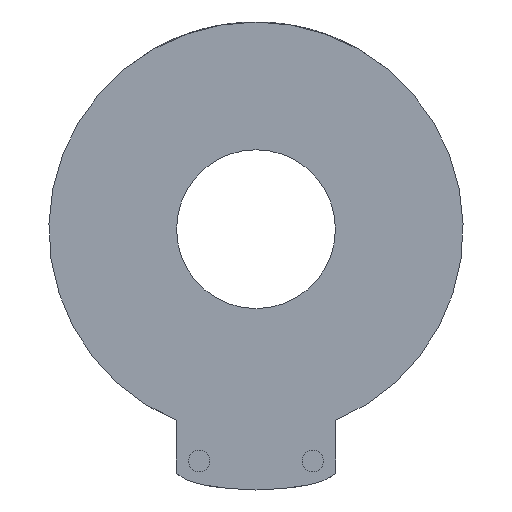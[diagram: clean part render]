
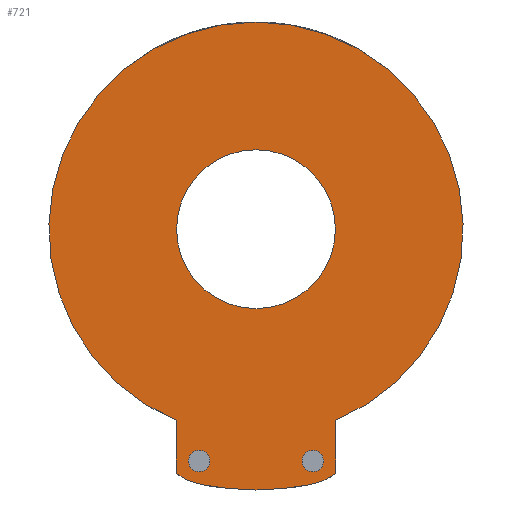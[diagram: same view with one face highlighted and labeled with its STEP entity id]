
A CAD part, front view. The second image highlights one B-rep face of the part: STEP entity #721.
In plain terms, the highlighted planar face has unit normal (0, -1, 0).
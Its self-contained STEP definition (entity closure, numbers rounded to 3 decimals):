
#4 = EDGE_LOOP ( 'NONE', ( #1428, #2717, #685, #1677, #1656 ) ) ;
#59 = CARTESIAN_POINT ( 'NONE',  ( -3.71, 0., -8.908 ) ) ;
#101 = VERTEX_POINT ( 'NONE', #59 ) ;
#140 = CARTESIAN_POINT ( 'NONE',  ( -2.65, 0., -11.3 ) ) ;
#142 = CARTESIAN_POINT ( 'NONE',  ( 0., 0., 3.7 ) ) ;
#149 = LINE ( 'NONE', #2635, #2614 ) ;
#160 = DIRECTION ( 'NONE',  ( 0., -1., 0. ) ) ;
#181 = DIRECTION ( 'NONE',  ( 0., 0., 1. ) ) ;
#193 = EDGE_CURVE ( 'NONE', #624, #1427, #2416, .T. ) ;
#250 = EDGE_CURVE ( 'NONE', #2490, #2056, #3077, .T. ) ;
#286 = AXIS2_PLACEMENT_3D ( 'NONE', #847, #2771, #1095 ) ;
#287 = VERTEX_POINT ( 'NONE', #2622 ) ;
#312 = CARTESIAN_POINT ( 'NONE',  ( 2.65, 0., -10.3 ) ) ;
#324 = ORIENTED_EDGE ( 'NONE', *, *, #2586, .T. ) ;
#331 = LINE ( 'NONE', #2087, #562 ) ;
#344 = DIRECTION ( 'NONE',  ( 0., 1., 0. ) ) ;
#364 = VERTEX_POINT ( 'NONE', #1434 ) ;
#416 = FACE_BOUND ( 'NONE', #2340, .T. ) ;
#463 = FACE_OUTER_BOUND ( 'NONE', #4, .T. ) ;
#509 = AXIS2_PLACEMENT_3D ( 'NONE', #1148, #160, #2818 ) ;
#522 = AXIS2_PLACEMENT_3D ( 'NONE', #1790, #2471, #808 ) ;
#527 = EDGE_CURVE ( 'NONE', #364, #2141, #1101, .T. ) ;
#528 = DIRECTION ( 'NONE',  ( 0., 0., 1. ) ) ;
#531 = AXIS2_PLACEMENT_3D ( 'NONE', #2005, #344, #1319 ) ;
#548 = CARTESIAN_POINT ( 'NONE',  ( -3.71, 0., -11.367 ) ) ;
#562 = VECTOR ( 'NONE', #682, 1000. ) ;
#601 = CARTESIAN_POINT ( 'NONE',  ( 0., 0., -12.15 ) ) ;
#621 = CARTESIAN_POINT ( 'NONE',  ( 3.71, 0., -11.367 ) ) ;
#624 = VERTEX_POINT ( 'NONE', #621 ) ;
#682 = DIRECTION ( 'NONE',  ( 0., 0., -1. ) ) ;
#685 = ORIENTED_EDGE ( 'NONE', *, *, #2916, .F. ) ;
#721 = ADVANCED_FACE ( 'NONE', ( #416, #2440, #463, #1284 ), #1323, .F. ) ;
#773 = VERTEX_POINT ( 'NONE', #140 ) ;
#808 = DIRECTION ( 'NONE',  ( 0., 0., 1. ) ) ;
#847 = CARTESIAN_POINT ( 'NONE',  ( 2.65, 0., -10.8 ) ) ;
#897 = VERTEX_POINT ( 'NONE', #1204 ) ;
#908 = DIRECTION ( 'NONE',  ( 0., 0., 1. ) ) ;
#920 = DIRECTION ( 'NONE',  ( 0., -1., 0. ) ) ;
#971 = ORIENTED_EDGE ( 'NONE', *, *, #2700, .F. ) ;
#1009 = B_SPLINE_CURVE_WITH_KNOTS ( 'NONE', 3,
 ( #548, #2412, #2210, #1921 ),
 .UNSPECIFIED., .F., .F.,
 ( 4, 4 ),
 ( 0., 1. ),
 .UNSPECIFIED. ) ;
#1026 = DIRECTION ( 'NONE',  ( 0., -1., 0. ) ) ;
#1037 = DIRECTION ( 'NONE',  ( 0., 0., 1. ) ) ;
#1095 = DIRECTION ( 'NONE',  ( 0., 0., 1. ) ) ;
#1101 = CIRCLE ( 'NONE', #531, 3.7 ) ;
#1120 = EDGE_CURVE ( 'NONE', #1163, #1427, #1009, .T. ) ;
#1129 = DIRECTION ( 'NONE',  ( 0., 1., 0. ) ) ;
#1148 = CARTESIAN_POINT ( 'NONE',  ( -2.65, 0., -10.8 ) ) ;
#1163 = VERTEX_POINT ( 'NONE', #2691 ) ;
#1185 = CARTESIAN_POINT ( 'NONE',  ( 0., 0., 0. ) ) ;
#1204 = CARTESIAN_POINT ( 'NONE',  ( -2.65, 0., -10.3 ) ) ;
#1284 = FACE_BOUND ( 'NONE', #2218, .T. ) ;
#1314 = CIRCLE ( 'NONE', #2042, 0.5 ) ;
#1319 = DIRECTION ( 'NONE',  ( 0., 0., 1. ) ) ;
#1323 = PLANE ( 'NONE',  #522 ) ;
#1389 = ORIENTED_EDGE ( 'NONE', *, *, #250, .F. ) ;
#1392 = EDGE_CURVE ( 'NONE', #773, #897, #1314, .T. ) ;
#1401 = AXIS2_PLACEMENT_3D ( 'NONE', #2796, #1129, #181 ) ;
#1427 = VERTEX_POINT ( 'NONE', #1984 ) ;
#1428 = ORIENTED_EDGE ( 'NONE', *, *, #193, .F. ) ;
#1434 = CARTESIAN_POINT ( 'NONE',  ( 0., 0., -3.7 ) ) ;
#1636 = EDGE_CURVE ( 'NONE', #1163, #101, #149, .T. ) ;
#1656 = ORIENTED_EDGE ( 'NONE', *, *, #1120, .T. ) ;
#1671 = DIRECTION ( 'NONE',  ( 0., 0., 1. ) ) ;
#1677 = ORIENTED_EDGE ( 'NONE', *, *, #1636, .F. ) ;
#1773 = AXIS2_PLACEMENT_3D ( 'NONE', #3051, #920, #908 ) ;
#1790 = CARTESIAN_POINT ( 'NONE',  ( 0., 0., 0. ) ) ;
#1847 = EDGE_CURVE ( 'NONE', #897, #773, #2839, .T. ) ;
#1894 = CARTESIAN_POINT ( 'NONE',  ( 2.65, 0., -11.3 ) ) ;
#1921 = CARTESIAN_POINT ( 'NONE',  ( 0., 0., -12.15 ) ) ;
#1948 = CARTESIAN_POINT ( 'NONE',  ( -2.65, 0., -10.8 ) ) ;
#1951 = CIRCLE ( 'NONE', #286, 0.5 ) ;
#1984 = CARTESIAN_POINT ( 'NONE',  ( 0., 0., -12.15 ) ) ;
#2005 = CARTESIAN_POINT ( 'NONE',  ( 0., 0., 0. ) ) ;
#2032 = CARTESIAN_POINT ( 'NONE',  ( 3.71, 0., -11.367 ) ) ;
#2042 = AXIS2_PLACEMENT_3D ( 'NONE', #1948, #1026, #1037 ) ;
#2056 = VERTEX_POINT ( 'NONE', #1894 ) ;
#2087 = CARTESIAN_POINT ( 'NONE',  ( 3.71, 0., -12.15 ) ) ;
#2141 = VERTEX_POINT ( 'NONE', #142 ) ;
#2163 = AXIS2_PLACEMENT_3D ( 'NONE', #1185, #2445, #528 ) ;
#2210 = CARTESIAN_POINT ( 'NONE',  ( -1.853, 0., -12.092 ) ) ;
#2218 = EDGE_LOOP ( 'NONE', ( #1389, #971 ) ) ;
#2340 = EDGE_LOOP ( 'NONE', ( #2503, #2927 ) ) ;
#2412 = CARTESIAN_POINT ( 'NONE',  ( -3.097, 0., -11.904 ) ) ;
#2416 = B_SPLINE_CURVE_WITH_KNOTS ( 'NONE', 3,
 ( #2032, #3016, #2539, #601 ),
 .UNSPECIFIED., .F., .F.,
 ( 4, 4 ),
 ( 0., 1. ),
 .UNSPECIFIED. ) ;
#2440 = FACE_BOUND ( 'NONE', #2654, .T. ) ;
#2445 = DIRECTION ( 'NONE',  ( 0., 1., 0. ) ) ;
#2471 = DIRECTION ( 'NONE',  ( 0., 1., 0. ) ) ;
#2490 = VERTEX_POINT ( 'NONE', #312 ) ;
#2503 = ORIENTED_EDGE ( 'NONE', *, *, #1847, .F. ) ;
#2539 = CARTESIAN_POINT ( 'NONE',  ( 1.853, 0., -12.092 ) ) ;
#2563 = ORIENTED_EDGE ( 'NONE', *, *, #527, .T. ) ;
#2586 = EDGE_CURVE ( 'NONE', #2141, #364, #3027, .T. ) ;
#2614 = VECTOR ( 'NONE', #1671, 1000. ) ;
#2622 = CARTESIAN_POINT ( 'NONE',  ( 3.71, 0., -8.908 ) ) ;
#2635 = CARTESIAN_POINT ( 'NONE',  ( -3.71, 0., -12.15 ) ) ;
#2654 = EDGE_LOOP ( 'NONE', ( #2563, #324 ) ) ;
#2655 = EDGE_CURVE ( 'NONE', #287, #624, #331, .T. ) ;
#2691 = CARTESIAN_POINT ( 'NONE',  ( -3.71, 0., -11.367 ) ) ;
#2700 = EDGE_CURVE ( 'NONE', #2056, #2490, #1951, .T. ) ;
#2717 = ORIENTED_EDGE ( 'NONE', *, *, #2655, .F. ) ;
#2771 = DIRECTION ( 'NONE',  ( 0., -1., 0. ) ) ;
#2796 = CARTESIAN_POINT ( 'NONE',  ( 0., 0., 0. ) ) ;
#2818 = DIRECTION ( 'NONE',  ( 0., 0., 1. ) ) ;
#2839 = CIRCLE ( 'NONE', #509, 0.5 ) ;
#2916 = EDGE_CURVE ( 'NONE', #101, #287, #3090, .T. ) ;
#2927 = ORIENTED_EDGE ( 'NONE', *, *, #1392, .F. ) ;
#3016 = CARTESIAN_POINT ( 'NONE',  ( 3.097, 0., -11.904 ) ) ;
#3027 = CIRCLE ( 'NONE', #1401, 3.7 ) ;
#3051 = CARTESIAN_POINT ( 'NONE',  ( 2.65, 0., -10.8 ) ) ;
#3077 = CIRCLE ( 'NONE', #1773, 0.5 ) ;
#3090 = CIRCLE ( 'NONE', #2163, 9.65 ) ;
